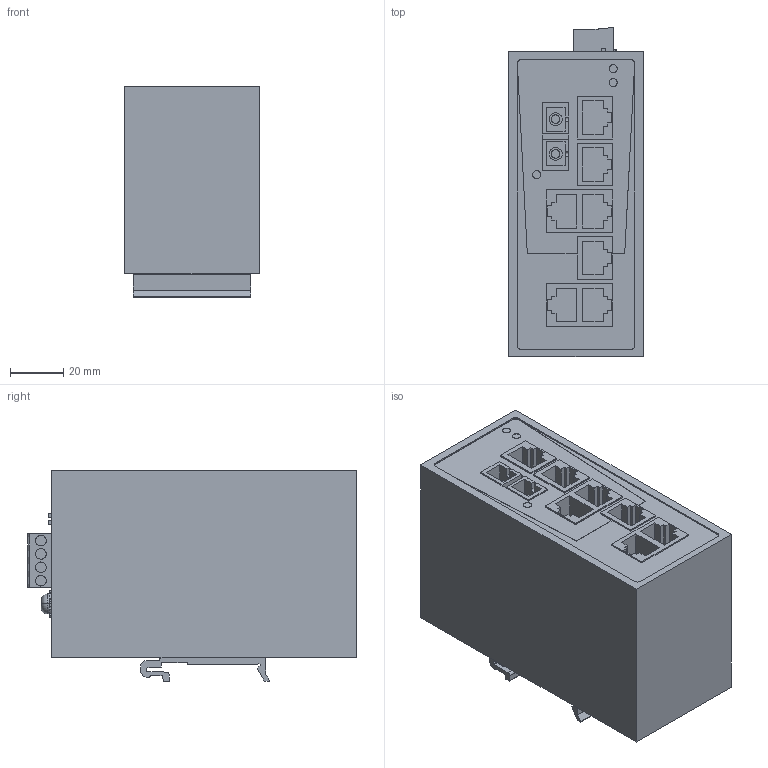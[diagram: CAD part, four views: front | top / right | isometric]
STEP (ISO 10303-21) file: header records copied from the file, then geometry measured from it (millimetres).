
FILE_DESCRIPTION(('CATIA V5 STEP Exchange','CAx-IF Rec.Pracs.--- Model Styling and Organization---1.4--- 2014-01-23'),'2;1');
FILE_NAME ('D1393875_2_1286580000_S3D_IE_SW_BL08_BL08T_7TX_1SC_1SCS.stp','2019-10-16T12:43:41+00:00',('none'),('Weidmueller'),'CATIA Version 5-6 Release 2016 SP3 HF44','CATIA V5 STEP AP214','none');
FILE_SCHEMA(('AUTOMOTIVE_DESIGN { 1 0 10303 214 1 1 1 1 }'));
Length unit declared in the file: millimetre
Products named in the file (1): 1240950000
Bounding box: 50.3 x 123.05 x 78.8 mm (x, y, z)
Volume: 398959.9 mm3; surface area: 65526.6 mm2
Topology: 23 solids, 23 shells, 538 faces, 1372 edges, 918 vertices
Faces by surface type: plane 411, cylinder 120, extrusion 5, torus 2
Entity records: 16341 total; most frequent: CARTESIAN_POINT 3114, ORIENTED_EDGE 2744, DIRECTION 2205, EDGE_CURVE 1372, VECTOR 1088, LINE 1083, VERTEX_POINT 918, AXIS2_PLACEMENT_3D 680
